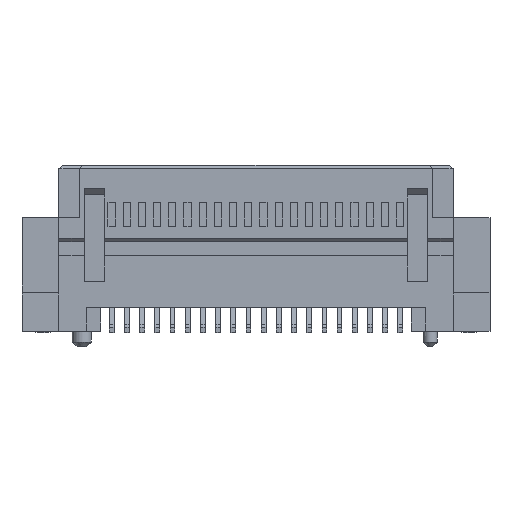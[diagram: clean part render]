
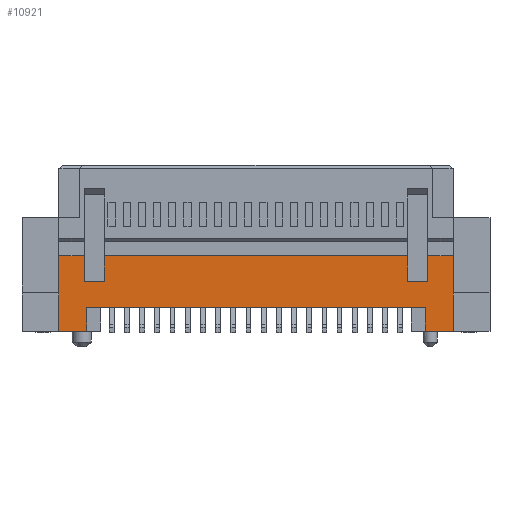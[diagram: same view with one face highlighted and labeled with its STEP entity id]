
A CAD part, top view. The second image highlights one B-rep face of the part: STEP entity #10921.
In plain terms, the highlighted planar face has unit normal (0, 0, 1).
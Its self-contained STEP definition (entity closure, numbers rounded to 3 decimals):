
#101=CARTESIAN_POINT('',(-9.75,0.026,1.688));
#102=VERTEX_POINT('',#101);
#109=CARTESIAN_POINT('',(-10.91,0.026,1.688));
#110=VERTEX_POINT('',#109);
#111=CARTESIAN_POINT('',(-9.75,0.026,1.688));
#112=DIRECTION('',(-1.,0.,0.));
#113=VECTOR('',#112,1.16);
#114=LINE('',#111,#113);
#115=EDGE_CURVE('',#102,#110,#114,.T.);
#637=CARTESIAN_POINT('',(-9.75,1.026,1.688));
#638=VERTEX_POINT('',#637);
#645=CARTESIAN_POINT('',(-9.75,1.026,1.688));
#646=DIRECTION('',(0.,-1.,0.));
#647=VECTOR('',#646,1.);
#648=LINE('',#645,#647);
#649=EDGE_CURVE('',#638,#102,#648,.T.);
#1502=CARTESIAN_POINT('',(-9.85,2.126,1.688));
#1503=VERTEX_POINT('',#1502);
#1552=CARTESIAN_POINT('',(-9.85,3.176,1.688));
#1553=VERTEX_POINT('',#1552);
#1560=CARTESIAN_POINT('',(-9.85,3.176,1.688));
#1561=DIRECTION('',(0.,-1.,0.));
#1562=VECTOR('',#1561,1.05);
#1563=LINE('',#1560,#1562);
#1564=EDGE_CURVE('',#1553,#1503,#1563,.T.);
#1592=CARTESIAN_POINT('',(-9.002,2.126,1.688));
#1593=VERTEX_POINT('',#1592);
#1600=CARTESIAN_POINT('',(-9.002,3.176,1.688));
#1601=VERTEX_POINT('',#1600);
#1602=CARTESIAN_POINT('',(-9.002,2.126,1.688));
#1603=DIRECTION('',(0.,1.,0.));
#1604=VECTOR('',#1603,1.05);
#1605=LINE('',#1602,#1604);
#1606=EDGE_CURVE('',#1593,#1601,#1605,.T.);
#1654=CARTESIAN_POINT('',(-9.85,2.126,1.688));
#1655=DIRECTION('',(1.,0.,0.));
#1656=VECTOR('',#1655,0.848);
#1657=LINE('',#1654,#1656);
#1658=EDGE_CURVE('',#1503,#1593,#1657,.T.);
#8103=CARTESIAN_POINT('',(-10.91,1.626,1.688));
#8104=VERTEX_POINT('',#8103);
#8228=CARTESIAN_POINT('',(-10.91,3.176,1.688));
#8229=VERTEX_POINT('',#8228);
#8230=CARTESIAN_POINT('',(-10.91,1.626,1.688));
#8231=DIRECTION('',(0.,1.,0.));
#8232=VECTOR('',#8231,1.55);
#8233=LINE('',#8230,#8232);
#8234=EDGE_CURVE('',#8104,#8229,#8233,.T.);
#8281=CARTESIAN_POINT('',(-10.91,0.026,1.688));
#8282=DIRECTION('',(0.,1.,0.));
#8283=VECTOR('',#8282,1.6);
#8284=LINE('',#8281,#8283);
#8285=EDGE_CURVE('',#110,#8104,#8284,.T.);
#8855=CARTESIAN_POINT('',(-10.91,3.176,1.688));
#8856=DIRECTION('',(1.,0.,0.));
#8857=VECTOR('',#8856,1.06);
#8858=LINE('',#8855,#8857);
#8859=EDGE_CURVE('',#8229,#1553,#8858,.T.);
#10162=CARTESIAN_POINT('',(3.673,3.176,1.688));
#10163=VERTEX_POINT('',#10162);
#10164=CARTESIAN_POINT('',(-9.002,3.176,1.688));
#10165=DIRECTION('',(1.,0.,0.));
#10166=VECTOR('',#10165,12.675);
#10167=LINE('',#10164,#10166);
#10168=EDGE_CURVE('',#1601,#10163,#10167,.T.);
#10835=CARTESIAN_POINT('',(-2.665,1.601,1.688));
#10836=DIRECTION('',(1.,0.,0.));
#10837=DIRECTION('',(0.,0.,1.));
#10838=AXIS2_PLACEMENT_3D('',#10835,#10837,#10836);
#10839=PLANE('',#10838);
#10840=ORIENTED_EDGE('',*,*,#1606,.F.);
#10841=ORIENTED_EDGE('',*,*,#1658,.F.);
#10842=ORIENTED_EDGE('',*,*,#1564,.F.);
#10843=ORIENTED_EDGE('',*,*,#8859,.F.);
#10844=ORIENTED_EDGE('',*,*,#8234,.F.);
#10845=ORIENTED_EDGE('',*,*,#8285,.F.);
#10846=ORIENTED_EDGE('',*,*,#115,.F.);
#10847=ORIENTED_EDGE('',*,*,#649,.F.);
#10848=CARTESIAN_POINT('',(4.42,1.026,1.688));
#10849=VERTEX_POINT('',#10848);
#10850=CARTESIAN_POINT('',(-9.75,1.026,1.688));
#10851=DIRECTION('',(1.,0.,0.));
#10852=VECTOR('',#10851,14.17);
#10853=LINE('',#10850,#10852);
#10854=EDGE_CURVE('',#638,#10849,#10853,.T.);
#10855=ORIENTED_EDGE('',*,*,#10854,.T.);
#10856=CARTESIAN_POINT('',(4.42,0.026,1.688));
#10857=VERTEX_POINT('',#10856);
#10858=CARTESIAN_POINT('',(4.42,1.026,1.688));
#10859=DIRECTION('',(0.,-1.,0.));
#10860=VECTOR('',#10859,1.);
#10861=LINE('',#10858,#10860);
#10862=EDGE_CURVE('',#10849,#10857,#10861,.T.);
#10863=ORIENTED_EDGE('',*,*,#10862,.T.);
#10864=CARTESIAN_POINT('',(5.58,0.026,1.688));
#10865=VERTEX_POINT('',#10864);
#10866=CARTESIAN_POINT('',(4.42,0.026,1.688));
#10867=DIRECTION('',(1.,0.,0.));
#10868=VECTOR('',#10867,1.16);
#10869=LINE('',#10866,#10868);
#10870=EDGE_CURVE('',#10857,#10865,#10869,.T.);
#10871=ORIENTED_EDGE('',*,*,#10870,.T.);
#10872=CARTESIAN_POINT('',(5.58,1.626,1.688));
#10873=VERTEX_POINT('',#10872);
#10874=CARTESIAN_POINT('',(5.58,0.026,1.688));
#10875=DIRECTION('',(0.,1.,0.));
#10876=VECTOR('',#10875,1.6);
#10877=LINE('',#10874,#10876);
#10878=EDGE_CURVE('',#10865,#10873,#10877,.T.);
#10879=ORIENTED_EDGE('',*,*,#10878,.T.);
#10880=CARTESIAN_POINT('',(5.58,3.176,1.688));
#10881=VERTEX_POINT('',#10880);
#10882=CARTESIAN_POINT('',(5.58,1.626,1.688));
#10883=DIRECTION('',(0.,1.,0.));
#10884=VECTOR('',#10883,1.55);
#10885=LINE('',#10882,#10884);
#10886=EDGE_CURVE('',#10873,#10881,#10885,.T.);
#10887=ORIENTED_EDGE('',*,*,#10886,.T.);
#10888=CARTESIAN_POINT('',(4.52,3.176,1.688));
#10889=VERTEX_POINT('',#10888);
#10890=CARTESIAN_POINT('',(5.58,3.176,1.688));
#10891=DIRECTION('',(-1.,0.,0.));
#10892=VECTOR('',#10891,1.06);
#10893=LINE('',#10890,#10892);
#10894=EDGE_CURVE('',#10881,#10889,#10893,.T.);
#10895=ORIENTED_EDGE('',*,*,#10894,.T.);
#10896=CARTESIAN_POINT('',(4.52,2.126,1.688));
#10897=VERTEX_POINT('',#10896);
#10898=CARTESIAN_POINT('',(4.52,3.176,1.688));
#10899=DIRECTION('',(0.,-1.,0.));
#10900=VECTOR('',#10899,1.05);
#10901=LINE('',#10898,#10900);
#10902=EDGE_CURVE('',#10889,#10897,#10901,.T.);
#10903=ORIENTED_EDGE('',*,*,#10902,.T.);
#10904=CARTESIAN_POINT('',(3.673,2.126,1.688));
#10905=VERTEX_POINT('',#10904);
#10906=CARTESIAN_POINT('',(4.52,2.126,1.688));
#10907=DIRECTION('',(-1.,0.,0.));
#10908=VECTOR('',#10907,0.848);
#10909=LINE('',#10906,#10908);
#10910=EDGE_CURVE('',#10897,#10905,#10909,.T.);
#10911=ORIENTED_EDGE('',*,*,#10910,.T.);
#10912=CARTESIAN_POINT('',(3.673,2.126,1.688));
#10913=DIRECTION('',(0.,1.,0.));
#10914=VECTOR('',#10913,1.05);
#10915=LINE('',#10912,#10914);
#10916=EDGE_CURVE('',#10905,#10163,#10915,.T.);
#10917=ORIENTED_EDGE('',*,*,#10916,.T.);
#10918=ORIENTED_EDGE('',*,*,#10168,.F.);
#10919=EDGE_LOOP('',(#10840,#10841,#10842,#10843,#10844,#10845,#10846,#10847,#10855,#10863,#10871,#10879,#10887,#10895,#10903,#10911,#10917,#10918));
#10920=FACE_OUTER_BOUND('',#10919,.T.);
#10921=ADVANCED_FACE('',(#10920),#10839,.T.);
